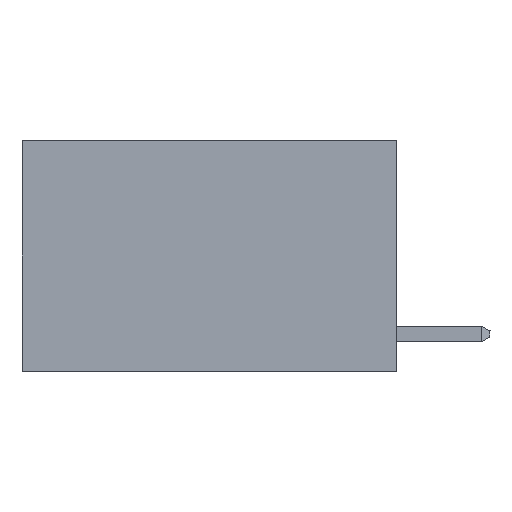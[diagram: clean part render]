
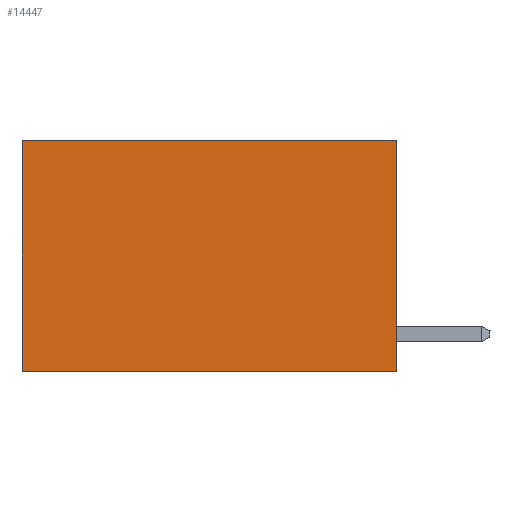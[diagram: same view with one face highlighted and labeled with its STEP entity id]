
A CAD part, left-side view. The second image highlights one B-rep face of the part: STEP entity #14447.
In plain terms, the highlighted planar face has unit normal (-1, 0, 0).
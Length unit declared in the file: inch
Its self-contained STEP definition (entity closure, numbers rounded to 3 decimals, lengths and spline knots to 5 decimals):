
#917 = CARTESIAN_POINT ( 'NONE',  ( 0.2625, 0.6, -0.37 ) ) ;
#2238 = EDGE_CURVE ( 'NONE', #10037, #8015, #10306, .T. ) ;
#2551 = LINE ( 'NONE', #8839, #11766 ) ;
#3237 = EDGE_CURVE ( 'NONE', #10329, #10037, #15570, .T. ) ;
#3377 = ORIENTED_EDGE ( 'NONE', *, *, #2238, .F. ) ;
#3680 = AXIS2_PLACEMENT_3D ( 'NONE', #9483, #8155, #15576 ) ;
#4256 = VECTOR ( 'NONE', #7701, 39.37008 ) ;
#4275 = CARTESIAN_POINT ( 'NONE',  ( 0.2625, 0., -0.37 ) ) ;
#4520 = CARTESIAN_POINT ( 'NONE',  ( 0.2625, 0., 0. ) ) ;
#5538 = CARTESIAN_POINT ( 'NONE',  ( 0.2625, 0., 0. ) ) ;
#6696 = VERTEX_POINT ( 'NONE', #9152 ) ;
#6847 = VECTOR ( 'NONE', #9438, 39.37008 ) ;
#6960 = DIRECTION ( 'NONE',  ( 0., 1., 0. ) ) ;
#7104 = EDGE_LOOP ( 'NONE', ( #11167, #3377, #8130, #14742 ) ) ;
#7701 = DIRECTION ( 'NONE',  ( 0., 1., 0. ) ) ;
#8015 = VERTEX_POINT ( 'NONE', #917 ) ;
#8130 = ORIENTED_EDGE ( 'NONE', *, *, #3237, .F. ) ;
#8155 = DIRECTION ( 'NONE',  ( 1., 0., 0. ) ) ;
#8517 = FACE_OUTER_BOUND ( 'NONE', #7104, .T. ) ;
#8839 = CARTESIAN_POINT ( 'NONE',  ( 0.2625, 0.6, 0. ) ) ;
#8963 = VECTOR ( 'NONE', #6960, 39.37008 ) ;
#9152 = CARTESIAN_POINT ( 'NONE',  ( 0.2625, 0.6, 0. ) ) ;
#9437 = PLANE ( 'NONE',  #3680 ) ;
#9438 = DIRECTION ( 'NONE',  ( 0., 0., -1. ) ) ;
#9483 = CARTESIAN_POINT ( 'NONE',  ( 0.2625, 0., 0. ) ) ;
#9514 = EDGE_CURVE ( 'NONE', #10329, #6696, #14833, .T. ) ;
#10037 = VERTEX_POINT ( 'NONE', #4275 ) ;
#10306 = LINE ( 'NONE', #13734, #4256 ) ;
#10329 = VERTEX_POINT ( 'NONE', #13287 ) ;
#11167 = ORIENTED_EDGE ( 'NONE', *, *, #13652, .T. ) ;
#11766 = VECTOR ( 'NONE', #12474, 39.37008 ) ;
#12474 = DIRECTION ( 'NONE',  ( 0., 0., -1. ) ) ;
#13287 = CARTESIAN_POINT ( 'NONE',  ( 0.2625, 0., 0. ) ) ;
#13652 = EDGE_CURVE ( 'NONE', #6696, #8015, #2551, .T. ) ;
#13734 = CARTESIAN_POINT ( 'NONE',  ( 0.2625, 0., -0.37 ) ) ;
#14447 = ADVANCED_FACE ( 'NONE', ( #8517 ), #9437, .F. ) ;
#14742 = ORIENTED_EDGE ( 'NONE', *, *, #9514, .T. ) ;
#14833 = LINE ( 'NONE', #5538, #8963 ) ;
#15570 = LINE ( 'NONE', #4520, #6847 ) ;
#15576 = DIRECTION ( 'NONE',  ( 0., 0., -1. ) ) ;
